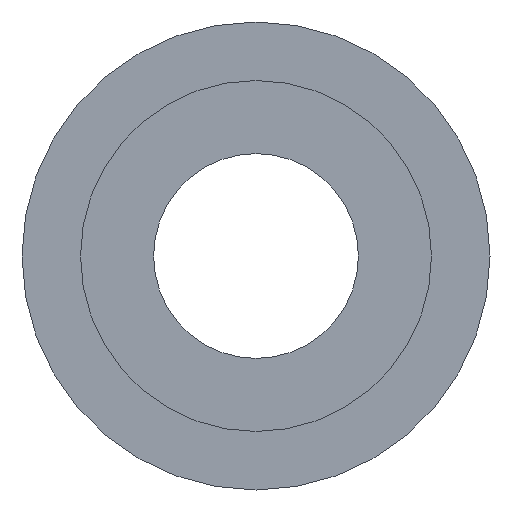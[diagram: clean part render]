
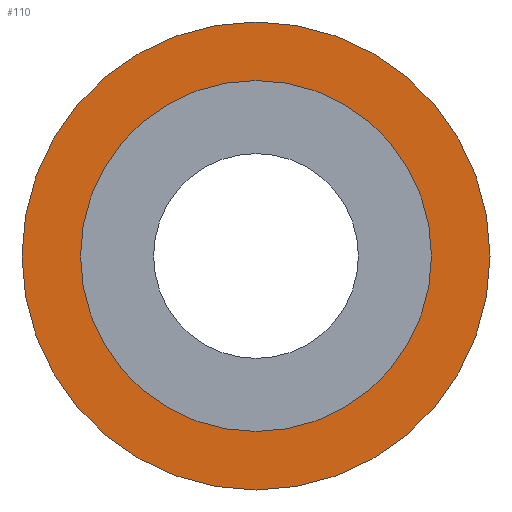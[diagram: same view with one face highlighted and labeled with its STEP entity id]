
A CAD part, front view. The second image highlights one B-rep face of the part: STEP entity #110.
In plain terms, the highlighted planar face has unit normal (0, -1, 0).
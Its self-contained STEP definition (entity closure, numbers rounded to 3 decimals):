
#2 = AXIS2_PLACEMENT_3D ( 'NONE', #155, #44, #183 ) ;
#4 = VERTEX_POINT ( 'NONE', #278 ) ;
#10 = DIRECTION ( 'NONE',  ( 0., 0., -1. ) ) ;
#13 = DIRECTION ( 'NONE',  ( 0., -1., 0. ) ) ;
#18 = DIRECTION ( 'NONE',  ( 0., 0., -1. ) ) ;
#30 = ORIENTED_EDGE ( 'NONE', *, *, #61, .F. ) ;
#42 = CARTESIAN_POINT ( 'NONE',  ( 0., 6., 0. ) ) ;
#44 = DIRECTION ( 'NONE',  ( 0., 1., 0. ) ) ;
#61 = EDGE_CURVE ( 'NONE', #94, #317, #316, .T. ) ;
#63 = DIRECTION ( 'NONE',  ( 0., -1., 0. ) ) ;
#65 = ORIENTED_EDGE ( 'NONE', *, *, #181, .F. ) ;
#80 = EDGE_CURVE ( 'NONE', #121, #4, #252, .T. ) ;
#93 = CARTESIAN_POINT ( 'NONE',  ( 0., 6., 0. ) ) ;
#94 = VERTEX_POINT ( 'NONE', #231 ) ;
#110 = ADVANCED_FACE ( 'NONE', ( #251, #120 ), #291, .F. ) ;
#120 = FACE_OUTER_BOUND ( 'NONE', #153, .T. ) ;
#121 = VERTEX_POINT ( 'NONE', #210 ) ;
#135 = ORIENTED_EDGE ( 'NONE', *, *, #80, .T. ) ;
#146 = DIRECTION ( 'NONE',  ( 0., -1., 0. ) ) ;
#153 = EDGE_LOOP ( 'NONE', ( #209, #135 ) ) ;
#155 = CARTESIAN_POINT ( 'NONE',  ( -6., 6., 0. ) ) ;
#156 = DIRECTION ( 'NONE',  ( 0., 0., -1. ) ) ;
#157 = AXIS2_PLACEMENT_3D ( 'NONE', #93, #13, #10 ) ;
#181 = EDGE_CURVE ( 'NONE', #317, #94, #287, .T. ) ;
#183 = DIRECTION ( 'NONE',  ( 0., 0., 1. ) ) ;
#186 = AXIS2_PLACEMENT_3D ( 'NONE', #42, #63, #156 ) ;
#209 = ORIENTED_EDGE ( 'NONE', *, *, #228, .T. ) ;
#210 = CARTESIAN_POINT ( 'NONE',  ( 0., 6., 8. ) ) ;
#213 = DIRECTION ( 'NONE',  ( 0., 0., -1. ) ) ;
#228 = EDGE_CURVE ( 'NONE', #4, #121, #275, .T. ) ;
#230 = AXIS2_PLACEMENT_3D ( 'NONE', #318, #292, #213 ) ;
#231 = CARTESIAN_POINT ( 'NONE',  ( 0., 6., -6. ) ) ;
#236 = CARTESIAN_POINT ( 'NONE',  ( 0., 6., 0. ) ) ;
#251 = FACE_BOUND ( 'NONE', #297, .T. ) ;
#252 = CIRCLE ( 'NONE', #186, 8. ) ;
#257 = AXIS2_PLACEMENT_3D ( 'NONE', #236, #146, #18 ) ;
#275 = CIRCLE ( 'NONE', #257, 8. ) ;
#278 = CARTESIAN_POINT ( 'NONE',  ( 0., 6., -8. ) ) ;
#287 = CIRCLE ( 'NONE', #230, 6. ) ;
#291 = PLANE ( 'NONE',  #2 ) ;
#292 = DIRECTION ( 'NONE',  ( 0., -1., 0. ) ) ;
#297 = EDGE_LOOP ( 'NONE', ( #30, #65 ) ) ;
#304 = CARTESIAN_POINT ( 'NONE',  ( 0., 6., 6. ) ) ;
#316 = CIRCLE ( 'NONE', #157, 6. ) ;
#317 = VERTEX_POINT ( 'NONE', #304 ) ;
#318 = CARTESIAN_POINT ( 'NONE',  ( 0., 6., 0. ) ) ;
